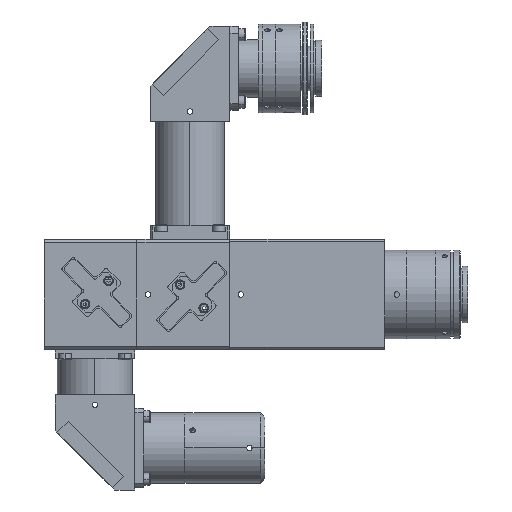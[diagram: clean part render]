
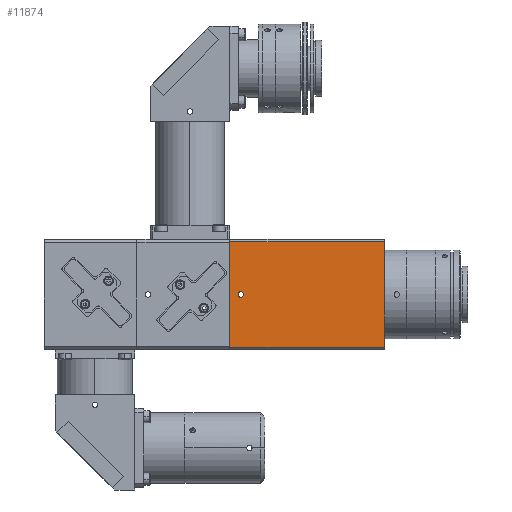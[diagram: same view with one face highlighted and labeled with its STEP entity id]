
A CAD part, front view. The second image highlights one B-rep face of the part: STEP entity #11874.
In plain terms, the highlighted planar face has unit normal (0, -1, 0).
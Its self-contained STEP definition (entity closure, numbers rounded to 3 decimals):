
#657 = CARTESIAN_POINT ( 'NONE',  ( 0., -25., 25. ) ) ;
#1386 = CARTESIAN_POINT ( 'NONE',  ( 5., -25., 1.25 ) ) ;
#1878 = VERTEX_POINT ( 'NONE', #30539 ) ;
#2635 = CARTESIAN_POINT ( 'NONE',  ( 5., -25., 0. ) ) ;
#3061 = CARTESIAN_POINT ( 'NONE',  ( 5., -25., -1.25 ) ) ;
#3286 = DIRECTION ( 'NONE',  ( 0., 0., -1. ) ) ;
#3606 = AXIS2_PLACEMENT_3D ( 'NONE', #2635, #20717, #5230 ) ;
#3625 = VECTOR ( 'NONE', #3286, 1000. ) ;
#4756 = VERTEX_POINT ( 'NONE', #15159 ) ;
#4960 = CARTESIAN_POINT ( 'NONE',  ( 0., -25., -23.775 ) ) ;
#5230 = DIRECTION ( 'NONE',  ( 0., 0., -1. ) ) ;
#5430 = DIRECTION ( 'NONE',  ( 0., 0., -1. ) ) ;
#5584 = EDGE_LOOP ( 'NONE', ( #33342, #8879 ) ) ;
#5847 = EDGE_CURVE ( 'NONE', #9061, #16659, #24859, .T. ) ;
#6179 = CIRCLE ( 'NONE', #15251, 1.25 ) ;
#7719 = VERTEX_POINT ( 'NONE', #29979 ) ;
#8270 = FACE_OUTER_BOUND ( 'NONE', #24656, .T. ) ;
#8647 = LINE ( 'NONE', #28664, #14700 ) ;
#8879 = ORIENTED_EDGE ( 'NONE', *, *, #5847, .F. ) ;
#9061 = VERTEX_POINT ( 'NONE', #1386 ) ;
#10800 = VECTOR ( 'NONE', #20283, 1000. ) ;
#11874 = ADVANCED_FACE ( 'NONE', ( #22053, #8270 ), #28721, .T. ) ;
#13180 = DIRECTION ( 'NONE',  ( 0., -1., 0. ) ) ;
#13886 = CARTESIAN_POINT ( 'NONE',  ( 5., -25., 0. ) ) ;
#14700 = VECTOR ( 'NONE', #5430, 1000. ) ;
#15094 = CARTESIAN_POINT ( 'NONE',  ( -132.674, -25., -23.775 ) ) ;
#15159 = CARTESIAN_POINT ( 'NONE',  ( 70., -25., -23.775 ) ) ;
#15251 = AXIS2_PLACEMENT_3D ( 'NONE', #13886, #31993, #16489 ) ;
#15963 = ORIENTED_EDGE ( 'NONE', *, *, #33609, .T. ) ;
#16489 = DIRECTION ( 'NONE',  ( 0., 0., -1. ) ) ;
#16659 = VERTEX_POINT ( 'NONE', #3061 ) ;
#17355 = LINE ( 'NONE', #657, #3625 ) ;
#17919 = CARTESIAN_POINT ( 'NONE',  ( -132.674, -25., 23.775 ) ) ;
#19188 = EDGE_CURVE ( 'NONE', #23277, #4756, #33081, .T. ) ;
#20283 = DIRECTION ( 'NONE',  ( 1., 0., 0. ) ) ;
#20514 = DIRECTION ( 'NONE',  ( -1., 0., 0. ) ) ;
#20609 = AXIS2_PLACEMENT_3D ( 'NONE', #20866, #13180, #31300 ) ;
#20717 = DIRECTION ( 'NONE',  ( 0., -1., 0. ) ) ;
#20866 = CARTESIAN_POINT ( 'NONE',  ( 0., -25., 25. ) ) ;
#21950 = EDGE_CURVE ( 'NONE', #16659, #9061, #6179, .T. ) ;
#22053 = FACE_BOUND ( 'NONE', #5584, .T. ) ;
#23277 = VERTEX_POINT ( 'NONE', #4960 ) ;
#24656 = EDGE_LOOP ( 'NONE', ( #15963, #25482, #24890, #30991 ) ) ;
#24859 = CIRCLE ( 'NONE', #3606, 1.25 ) ;
#24890 = ORIENTED_EDGE ( 'NONE', *, *, #19188, .T. ) ;
#25482 = ORIENTED_EDGE ( 'NONE', *, *, #33028, .T. ) ;
#27112 = VECTOR ( 'NONE', #20514, 1000. ) ;
#27903 = LINE ( 'NONE', #17919, #27112 ) ;
#28664 = CARTESIAN_POINT ( 'NONE',  ( 70., -25., 25. ) ) ;
#28721 = PLANE ( 'NONE',  #20609 ) ;
#29979 = CARTESIAN_POINT ( 'NONE',  ( 70., -25., 23.775 ) ) ;
#30321 = EDGE_CURVE ( 'NONE', #7719, #4756, #8647, .T. ) ;
#30539 = CARTESIAN_POINT ( 'NONE',  ( 0., -25., 23.775 ) ) ;
#30991 = ORIENTED_EDGE ( 'NONE', *, *, #30321, .F. ) ;
#31300 = DIRECTION ( 'NONE',  ( 0., 0., -1. ) ) ;
#31993 = DIRECTION ( 'NONE',  ( 0., -1., 0. ) ) ;
#33028 = EDGE_CURVE ( 'NONE', #1878, #23277, #17355, .T. ) ;
#33081 = LINE ( 'NONE', #15094, #10800 ) ;
#33342 = ORIENTED_EDGE ( 'NONE', *, *, #21950, .F. ) ;
#33609 = EDGE_CURVE ( 'NONE', #7719, #1878, #27903, .T. ) ;
